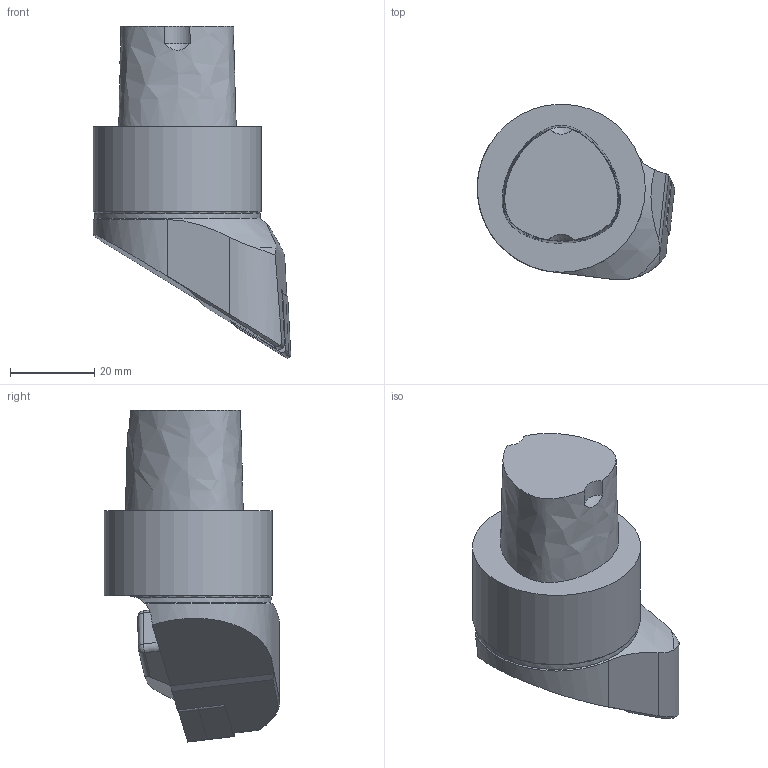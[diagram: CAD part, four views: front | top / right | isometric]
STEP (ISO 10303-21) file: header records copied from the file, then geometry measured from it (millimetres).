
FILE_DESCRIPTION((''),'1');
FILE_NAME('C4-DDJNL-27055-15.stp','2024-02-23T05:40:12',(''),(''),'Spatial Interop R21 SP3','Kubotek KeyCreator 2011 V10.0.2 (22737)',' ');
FILE_SCHEMA(('automotive_design'));
Length unit declared in the file: millimetre
Products named in the file (4): 240[2]; 242[4]; 241[3]
Bounding box: 47 x 41.77 x 79 mm (x, y, z)
Volume: 61224 mm3; surface area: 12207.3 mm2
Topology: 4 solids, 4 shells, 68 faces, 167 edges, 109 vertices
Faces by surface type: plane 34, cylinder 25, cone 4, bspline 2, sphere 2, torus 1
Full cylindrical faces by diameter (mm): 40 x1
Entity records: 5087 total; most frequent: CARTESIAN_POINT 1753, ORIENTED_EDGE 332, DIRECTION 324, PRESENTATION_STYLE_ASSIGNMENT 310, COLOUR_RGB 310, STYLED_ITEM 238, CURVE_STYLE 238, DRAUGHTING_PRE_DEFINED_CURVE_FONT 238
